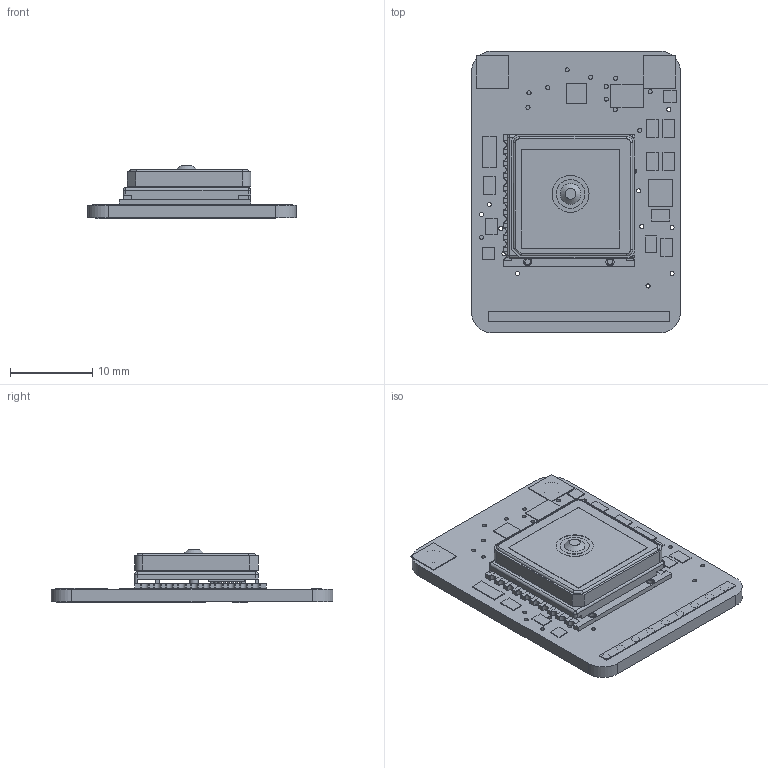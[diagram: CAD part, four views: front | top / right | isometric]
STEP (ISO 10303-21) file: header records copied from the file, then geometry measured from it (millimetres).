
FILE_DESCRIPTION(/* description */ (''),/* implementation_level */ '2;1');
FILE_NAME(/* name */ '2577005f-0d9a-4470-9893-bf86c4867446.stp',/* time_stamp */ '2019-08-13T22:04:36+00:00',/* author */ (''),/* organization */ (''),/* preprocessor_version */ 'ST-DEVELOPER v18',/* originating_system */ 'Autodesk Translation Framework v8.2.0.1029',/* authorisation */ '');
FILE_SCHEMA (('AUTOMOTIVE_DESIGN { 1 0 10303 214 3 1 1 }'));
Length unit declared in the file: millimetre
Products named in the file (22): Adafruit Ultimate GPS; PCB Component; Board; SOT23-5; CHIPLED_0805; 0805-NO; MOUNTINGHOLE_2; SOD-323; CR1220; FIDUCIAL_1MM; ADAFRUIT_2; U; 1X09_ROUND_70; PCBFEAT-REV-040; ADAFRUIT_5MM; PA6H Assembly; PCB; VFBGA-64; RF Shield; Adhesive Pad; Ceramic Antenna; Rivet
Assembly tree (30 placements, depth 3):
  Adafruit Ultimate GPS
    PCB Component
      Board
      SOT23-5
      CHIPLED_0805
      0805-NO  x7
      MOUNTINGHOLE_2  x2
      SOD-323  x2
      CR1220
      FIDUCIAL_1MM  x2
      ADAFRUIT_2
      U
      1X09_ROUND_70
      PCBFEAT-REV-040
      ADAFRUIT_5MM
    PA6H Assembly
      PCB
      VFBGA-64
      RF Shield
      Adhesive Pad
      Ceramic Antenna
      Rivet
Bounding box: 25.4 x 34.29 x 6.52 mm (x, y, z)
Volume: 2087.7 mm3; surface area: 5508.8 mm2
Topology: 115 solids, 115 shells, 701 faces, 1673 edges, 1138 vertices
Faces by surface type: plane 486, cylinder 142, sphere 68, torus 4, cone 1
Full cylindrical faces by diameter (mm): 0.25 x1, 0.4 x1, 0.5 x55, 0.7 x4, 1 x18, 1.2 x2, 1.25 x2, 2 x2, 2.5 x3, 3 x1, 3.5 x1, 4.5 x1
Entity records: 19823 total; most frequent: DIRECTION 3298, CARTESIAN_POINT 3202, ORIENTED_EDGE 2874, EDGE_CURVE 1437, AXIS2_PLACEMENT_3D 1162, VERTEX_POINT 1066, LINE 974, VECTOR 974
